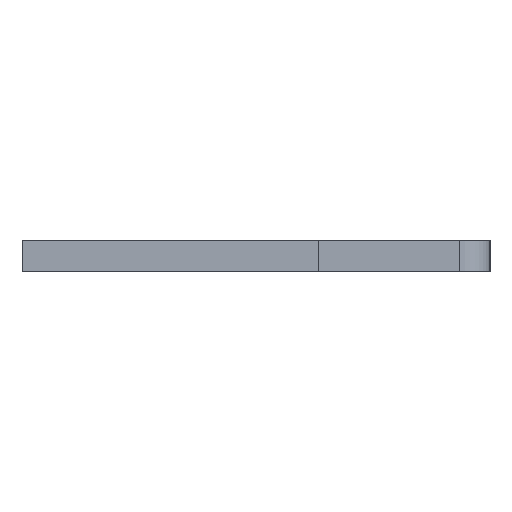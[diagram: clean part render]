
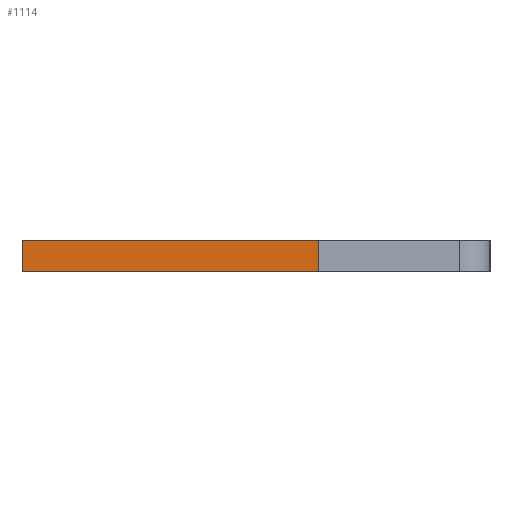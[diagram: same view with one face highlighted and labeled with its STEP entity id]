
A CAD part, left-side view. The second image highlights one B-rep face of the part: STEP entity #1114.
In plain terms, the highlighted face is planar.
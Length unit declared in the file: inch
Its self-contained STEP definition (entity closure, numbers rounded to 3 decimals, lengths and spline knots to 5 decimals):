
#9 = VERTEX_POINT ( 'NONE', #64 ) ;
#42 = CARTESIAN_POINT ( 'NONE',  ( 0.01, -0.04, -0.04 ) ) ;
#64 = CARTESIAN_POINT ( 'NONE',  ( -0.01, 0.15, -0.04 ) ) ;
#94 = DIRECTION ( 'NONE',  ( -1., 0., 0. ) ) ;
#188 = ORIENTED_EDGE ( 'NONE', *, *, #1194, .F. ) ;
#202 = PLANE ( 'NONE',  #232 ) ;
#207 = EDGE_CURVE ( 'NONE', #598, #9, #1250, .T. ) ;
#232 = AXIS2_PLACEMENT_3D ( 'NONE', #408, #621, #936 ) ;
#233 = VECTOR ( 'NONE', #94, 39.37008 ) ;
#278 = LINE ( 'NONE', #1032, #962 ) ;
#408 = CARTESIAN_POINT ( 'NONE',  ( 0.01, 0.15, -0.04 ) ) ;
#504 = DIRECTION ( 'NONE',  ( 0., 1., 0. ) ) ;
#524 = DIRECTION ( 'NONE',  ( 0., 1., 0. ) ) ;
#598 = VERTEX_POINT ( 'NONE', #964 ) ;
#603 = VECTOR ( 'NONE', #504, 39.37008 ) ;
#607 = EDGE_CURVE ( 'NONE', #1336, #728, #1075, .T. ) ;
#621 = DIRECTION ( 'NONE',  ( 0., 0., 1. ) ) ;
#728 = VERTEX_POINT ( 'NONE', #872 ) ;
#748 = EDGE_LOOP ( 'NONE', ( #1127, #806, #188, #1081 ) ) ;
#780 = DIRECTION ( 'NONE',  ( -1., 0., 0. ) ) ;
#806 = ORIENTED_EDGE ( 'NONE', *, *, #207, .F. ) ;
#845 = CARTESIAN_POINT ( 'NONE',  ( 0.01, -0.04, -0.04 ) ) ;
#872 = CARTESIAN_POINT ( 'NONE',  ( -0.01, -0.04, -0.04 ) ) ;
#877 = VECTOR ( 'NONE', #780, 39.37008 ) ;
#913 = CARTESIAN_POINT ( 'NONE',  ( 0.01, 0.15, -0.04 ) ) ;
#936 = DIRECTION ( 'NONE',  ( 1., 0., 0. ) ) ;
#962 = VECTOR ( 'NONE', #524, 39.37008 ) ;
#964 = CARTESIAN_POINT ( 'NONE',  ( 0.01, 0.15, -0.04 ) ) ;
#1032 = CARTESIAN_POINT ( 'NONE',  ( 0.01, 0.15, -0.04 ) ) ;
#1075 = LINE ( 'NONE', #42, #877 ) ;
#1081 = ORIENTED_EDGE ( 'NONE', *, *, #607, .T. ) ;
#1114 = ADVANCED_FACE ( 'NONE', ( #1205 ), #202, .F. ) ;
#1127 = ORIENTED_EDGE ( 'NONE', *, *, #1163, .T. ) ;
#1151 = CARTESIAN_POINT ( 'NONE',  ( -0.01, 0.15, -0.04 ) ) ;
#1163 = EDGE_CURVE ( 'NONE', #728, #9, #1221, .T. ) ;
#1194 = EDGE_CURVE ( 'NONE', #1336, #598, #278, .T. ) ;
#1205 = FACE_OUTER_BOUND ( 'NONE', #748, .T. ) ;
#1221 = LINE ( 'NONE', #1151, #603 ) ;
#1250 = LINE ( 'NONE', #913, #233 ) ;
#1336 = VERTEX_POINT ( 'NONE', #845 ) ;
